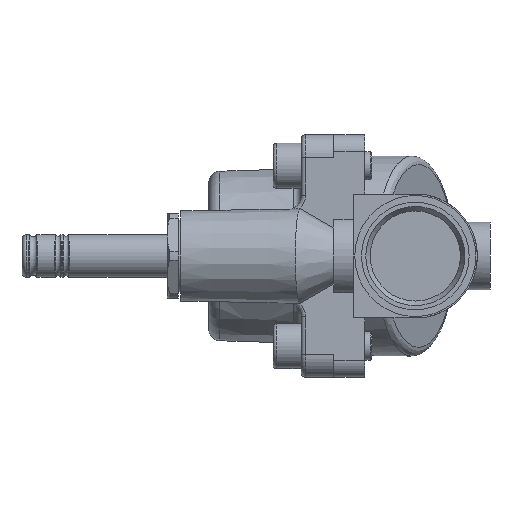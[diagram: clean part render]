
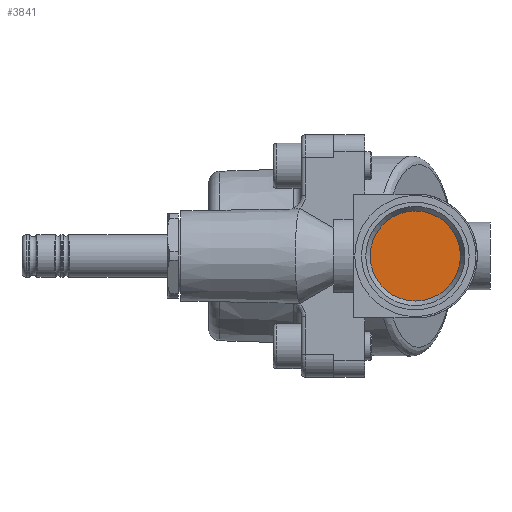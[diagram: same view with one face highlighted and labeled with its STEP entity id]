
A CAD part, left-side view. The second image highlights one B-rep face of the part: STEP entity #3841.
In plain terms, the highlighted planar face has unit normal (-1, 0, 0).
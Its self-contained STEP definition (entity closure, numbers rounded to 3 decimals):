
#900=FACE_OUTER_BOUND('',#1151,.T.);
#1151=EDGE_LOOP('',(#3442,#3443));
#1382=CIRCLE('',#4246,16.);
#1383=CIRCLE('',#4247,16.);
#1729=VERTEX_POINT('',#7896);
#1730=VERTEX_POINT('',#7898);
#2248=EDGE_CURVE('',#1730,#1729,#1382,.T.);
#2249=EDGE_CURVE('',#1729,#1730,#1383,.T.);
#3442=ORIENTED_EDGE('',*,*,#2248,.T.);
#3443=ORIENTED_EDGE('',*,*,#2249,.T.);
#3628=PLANE('',#4330);
#3841=ADVANCED_FACE('',(#900),#3628,.T.);
#4246=AXIS2_PLACEMENT_3D('',#7899,#5281,#5282);
#4247=AXIS2_PLACEMENT_3D('',#7900,#5283,#5284);
#4330=AXIS2_PLACEMENT_3D('',#8618,#5502,#5503);
#5281=DIRECTION('center_axis',(-1.,0.,0.));
#5282=DIRECTION('ref_axis',(0.,0.,-1.));
#5283=DIRECTION('center_axis',(-1.,0.,0.));
#5284=DIRECTION('ref_axis',(0.,0.,-1.));
#5502=DIRECTION('center_axis',(-1.,0.,0.));
#5503=DIRECTION('ref_axis',(0.,0.,1.));
#7896=CARTESIAN_POINT('',(-38.434,-2.899,127.));
#7898=CARTESIAN_POINT('',(-38.434,-2.899,95.));
#7899=CARTESIAN_POINT('Origin',(-38.434,-2.899,111.));
#7900=CARTESIAN_POINT('Origin',(-38.434,-2.899,111.));
#8618=CARTESIAN_POINT('Origin',(-38.434,14.601,111.));
